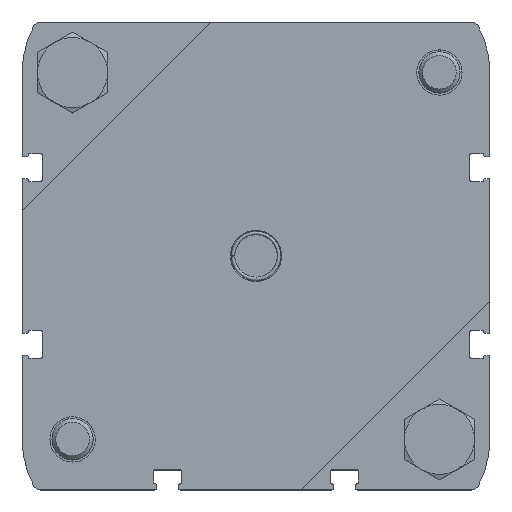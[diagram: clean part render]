
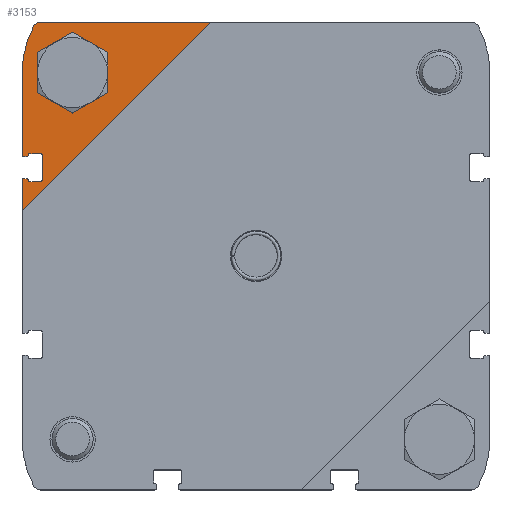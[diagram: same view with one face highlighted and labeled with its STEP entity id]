
A CAD part, top view. The second image highlights one B-rep face of the part: STEP entity #3153.
In plain terms, the highlighted planar face has unit normal (0, 0, 1).
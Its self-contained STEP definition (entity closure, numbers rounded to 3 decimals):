
#136=CIRCLE('',#3333,1.75);
#138=CIRCLE('',#3336,23.8);
#140=CIRCLE('',#3340,0.4);
#142=CIRCLE('',#3344,0.2);
#144=CIRCLE('',#3348,0.2);
#146=CIRCLE('',#3352,0.4);
#148=CIRCLE('',#3356,0.4);
#150=CIRCLE('',#3360,0.2);
#152=CIRCLE('',#3364,0.2);
#154=CIRCLE('',#3368,0.4);
#159=CIRCLE('',#3376,5.5);
#1020=ORIENTED_EDGE('',*,*,#1413,.F.);
#1021=ORIENTED_EDGE('',*,*,#1350,.T.);
#1022=ORIENTED_EDGE('',*,*,#1351,.T.);
#1023=ORIENTED_EDGE('',*,*,#1354,.T.);
#1024=ORIENTED_EDGE('',*,*,#1357,.T.);
#1025=ORIENTED_EDGE('',*,*,#1360,.T.);
#1026=ORIENTED_EDGE('',*,*,#1363,.T.);
#1027=ORIENTED_EDGE('',*,*,#1366,.T.);
#1028=ORIENTED_EDGE('',*,*,#1369,.T.);
#1029=ORIENTED_EDGE('',*,*,#1373,.F.);
#1030=ORIENTED_EDGE('',*,*,#1375,.T.);
#1031=ORIENTED_EDGE('',*,*,#1379,.F.);
#1032=ORIENTED_EDGE('',*,*,#1381,.T.);
#1033=ORIENTED_EDGE('',*,*,#1385,.F.);
#1034=ORIENTED_EDGE('',*,*,#1387,.T.);
#1035=ORIENTED_EDGE('',*,*,#1391,.F.);
#1036=ORIENTED_EDGE('',*,*,#1393,.T.);
#1037=ORIENTED_EDGE('',*,*,#1396,.T.);
#1038=ORIENTED_EDGE('',*,*,#1399,.T.);
#1039=ORIENTED_EDGE('',*,*,#1402,.T.);
#1040=ORIENTED_EDGE('',*,*,#1406,.T.);
#1041=ORIENTED_EDGE('',*,*,#1585,.F.);
#1350=EDGE_CURVE('',#1758,#1762,#2063,.T.);
#1351=EDGE_CURVE('',#1762,#1763,#136,.T.);
#1354=EDGE_CURVE('',#1763,#1765,#138,.T.);
#1357=EDGE_CURVE('',#1765,#1767,#2066,.T.);
#1360=EDGE_CURVE('',#1767,#1769,#140,.T.);
#1363=EDGE_CURVE('',#1769,#1771,#2070,.T.);
#1366=EDGE_CURVE('',#1771,#1773,#142,.T.);
#1369=EDGE_CURVE('',#1773,#1775,#2074,.T.);
#1373=EDGE_CURVE('',#1777,#1775,#144,.T.);
#1375=EDGE_CURVE('',#1777,#1779,#2078,.T.);
#1379=EDGE_CURVE('',#1781,#1779,#146,.T.);
#1381=EDGE_CURVE('',#1781,#1783,#2082,.T.);
#1385=EDGE_CURVE('',#1785,#1783,#148,.T.);
#1387=EDGE_CURVE('',#1785,#1787,#2086,.T.);
#1391=EDGE_CURVE('',#1789,#1787,#150,.T.);
#1393=EDGE_CURVE('',#1789,#1791,#2090,.T.);
#1396=EDGE_CURVE('',#1791,#1793,#152,.T.);
#1399=EDGE_CURVE('',#1793,#1795,#2094,.T.);
#1402=EDGE_CURVE('',#1795,#1797,#154,.T.);
#1406=EDGE_CURVE('',#1797,#1799,#2099,.T.);
#1413=EDGE_CURVE('',#1806,#1806,#159,.T.);
#1585=EDGE_CURVE('',#1758,#1799,#2204,.T.);
#1758=VERTEX_POINT('',#4821);
#1762=VERTEX_POINT('',#4829);
#1763=VERTEX_POINT('',#4833);
#1765=VERTEX_POINT('',#4839);
#1767=VERTEX_POINT('',#4845);
#1769=VERTEX_POINT('',#4851);
#1771=VERTEX_POINT('',#4857);
#1773=VERTEX_POINT('',#4863);
#1775=VERTEX_POINT('',#4869);
#1777=VERTEX_POINT('',#4875);
#1779=VERTEX_POINT('',#4881);
#1781=VERTEX_POINT('',#4887);
#1783=VERTEX_POINT('',#4893);
#1785=VERTEX_POINT('',#4899);
#1787=VERTEX_POINT('',#4905);
#1789=VERTEX_POINT('',#4911);
#1791=VERTEX_POINT('',#4917);
#1793=VERTEX_POINT('',#4923);
#1795=VERTEX_POINT('',#4929);
#1797=VERTEX_POINT('',#4935);
#1799=VERTEX_POINT('',#4941);
#1806=VERTEX_POINT('',#4958);
#2063=LINE('',#4830,#2321);
#2066=LINE('',#4844,#2324);
#2070=LINE('',#4856,#2328);
#2074=LINE('',#4868,#2332);
#2078=LINE('',#4880,#2336);
#2082=LINE('',#4892,#2340);
#2086=LINE('',#4904,#2344);
#2090=LINE('',#4916,#2348);
#2094=LINE('',#4928,#2352);
#2099=LINE('',#4943,#2357);
#2204=LINE('',#5313,#2462);
#2321=VECTOR('',#3846,1000.);
#2324=VECTOR('',#3863,1000.);
#2328=VECTOR('',#3875,1000.);
#2332=VECTOR('',#3887,1000.);
#2336=VECTOR('',#3899,1000.);
#2340=VECTOR('',#3911,1000.);
#2344=VECTOR('',#3923,1000.);
#2348=VECTOR('',#3935,1000.);
#2352=VECTOR('',#3947,1000.);
#2357=VECTOR('',#3960,1000.);
#2462=VECTOR('',#4355,1000.);
#2644=EDGE_LOOP('',(#1020));
#2645=EDGE_LOOP('',(#1021,#1022,#1023,#1024,#1025,#1026,#1027,#1028,#1029,
#1030,#1031,#1032,#1033,#1034,#1035,#1036,#1037,#1038,#1039,#1040,#1041));
#2864=FACE_BOUND('',#2644,.T.);
#2865=FACE_BOUND('',#2645,.T.);
#2998=PLANE('',#3515);
#3153=ADVANCED_FACE('',(#2864,#2865),#2998,.T.);
#3333=AXIS2_PLACEMENT_3D('',#4832,#3849,#3850);
#3336=AXIS2_PLACEMENT_3D('',#4838,#3856,#3857);
#3340=AXIS2_PLACEMENT_3D('',#4850,#3868,#3869);
#3344=AXIS2_PLACEMENT_3D('',#4862,#3880,#3881);
#3348=AXIS2_PLACEMENT_3D('',#4877,#3893,#3894);
#3352=AXIS2_PLACEMENT_3D('',#4889,#3905,#3906);
#3356=AXIS2_PLACEMENT_3D('',#4901,#3917,#3918);
#3360=AXIS2_PLACEMENT_3D('',#4913,#3929,#3930);
#3364=AXIS2_PLACEMENT_3D('',#4922,#3940,#3941);
#3368=AXIS2_PLACEMENT_3D('',#4934,#3952,#3953);
#3376=AXIS2_PLACEMENT_3D('',#4957,#3974,#3975);
#3515=AXIS2_PLACEMENT_3D('',#5312,#4353,#4354);
#3846=DIRECTION('',(-1.,0.,0.));
#3849=DIRECTION('',(0.,0.,1.));
#3850=DIRECTION('',(1.,0.,0.));
#3856=DIRECTION('',(0.,0.,1.));
#3857=DIRECTION('',(1.,0.,0.));
#3863=DIRECTION('',(0.,-1.,0.));
#3868=DIRECTION('',(0.,0.,1.));
#3869=DIRECTION('',(1.,0.,0.));
#3875=DIRECTION('',(1.,0.,0.));
#3880=DIRECTION('',(0.,0.,1.));
#3881=DIRECTION('',(1.,0.,0.));
#3887=DIRECTION('',(0.,1.,0.));
#3893=DIRECTION('',(0.,0.,1.));
#3894=DIRECTION('',(1.,0.,0.));
#3899=DIRECTION('',(1.,0.,0.));
#3905=DIRECTION('',(0.,0.,1.));
#3906=DIRECTION('',(1.,0.,0.));
#3911=DIRECTION('',(0.,-1.,0.));
#3917=DIRECTION('',(0.,0.,1.));
#3918=DIRECTION('',(1.,0.,0.));
#3923=DIRECTION('',(-1.,0.,0.));
#3929=DIRECTION('',(0.,0.,1.));
#3930=DIRECTION('',(1.,0.,0.));
#3935=DIRECTION('',(0.,1.,0.));
#3940=DIRECTION('',(0.,0.,1.));
#3941=DIRECTION('',(1.,0.,0.));
#3947=DIRECTION('',(-1.,0.,0.));
#3952=DIRECTION('',(0.,0.,1.));
#3953=DIRECTION('',(1.,0.,0.));
#3960=DIRECTION('',(0.,-1.,0.));
#3974=DIRECTION('',(0.,0.,1.));
#3975=DIRECTION('',(1.,0.,0.));
#4353=DIRECTION('',(0.,0.,1.));
#4354=DIRECTION('',(1.,0.,0.));
#4355=DIRECTION('',(-0.707,-0.707,0.));
#4821=CARTESIAN_POINT('',(-11.037,56.75,8.5));
#4829=CARTESIAN_POINT('',(-52.339,56.75,8.5));
#4830=CARTESIAN_POINT('',(52.339,56.75,8.5));
#4832=CARTESIAN_POINT('',(-52.339,55.,8.5));
#4833=CARTESIAN_POINT('',(-53.878,55.833,8.5));
#4838=CARTESIAN_POINT('',(-32.95,44.5,8.5));
#4839=CARTESIAN_POINT('',(-56.75,44.5,8.5));
#4844=CARTESIAN_POINT('',(-56.75,44.5,8.5));
#4845=CARTESIAN_POINT('',(-56.75,24.55,8.5));
#4850=CARTESIAN_POINT('',(-56.35,24.55,8.5));
#4851=CARTESIAN_POINT('',(-56.35,24.15,8.5));
#4856=CARTESIAN_POINT('',(-56.35,24.15,8.5));
#4857=CARTESIAN_POINT('',(-55.5,24.15,8.5));
#4862=CARTESIAN_POINT('',(-55.5,24.35,8.5));
#4863=CARTESIAN_POINT('',(-55.3,24.35,8.5));
#4868=CARTESIAN_POINT('',(-55.3,24.35,8.5));
#4869=CARTESIAN_POINT('',(-55.3,24.65,8.5));
#4875=CARTESIAN_POINT('',(-55.1,24.85,8.5));
#4877=CARTESIAN_POINT('',(-55.1,24.65,8.5));
#4880=CARTESIAN_POINT('',(-55.1,24.85,8.5));
#4881=CARTESIAN_POINT('',(-52.3,24.85,8.5));
#4887=CARTESIAN_POINT('',(-51.9,24.45,8.5));
#4889=CARTESIAN_POINT('',(-52.3,24.45,8.5));
#4892=CARTESIAN_POINT('',(-51.9,24.45,8.5));
#4893=CARTESIAN_POINT('',(-51.9,18.45,8.5));
#4899=CARTESIAN_POINT('',(-52.3,18.05,8.5));
#4901=CARTESIAN_POINT('',(-52.3,18.45,8.5));
#4904=CARTESIAN_POINT('',(-52.3,18.05,8.5));
#4905=CARTESIAN_POINT('',(-55.1,18.05,8.5));
#4911=CARTESIAN_POINT('',(-55.3,18.25,8.5));
#4913=CARTESIAN_POINT('',(-55.1,18.25,8.5));
#4916=CARTESIAN_POINT('',(-55.3,18.25,8.5));
#4917=CARTESIAN_POINT('',(-55.3,18.55,8.5));
#4922=CARTESIAN_POINT('',(-55.5,18.55,8.5));
#4923=CARTESIAN_POINT('',(-55.5,18.75,8.5));
#4928=CARTESIAN_POINT('',(-55.5,18.75,8.5));
#4929=CARTESIAN_POINT('',(-56.35,18.75,8.5));
#4934=CARTESIAN_POINT('',(-56.35,18.35,8.5));
#4935=CARTESIAN_POINT('',(-56.75,18.35,8.5));
#4941=CARTESIAN_POINT('',(-56.75,11.037,8.5));
#4943=CARTESIAN_POINT('',(-56.75,18.35,8.5));
#4957=CARTESIAN_POINT('',(-44.5,44.5,8.5));
#4958=CARTESIAN_POINT('',(-39.,44.5,8.5));
#5312=CARTESIAN_POINT('',(0.,0.,8.5));
#5313=CARTESIAN_POINT('',(-9.037,58.75,8.5));
